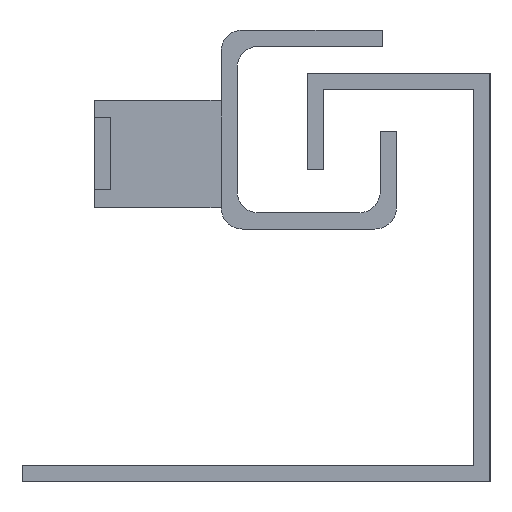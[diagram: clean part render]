
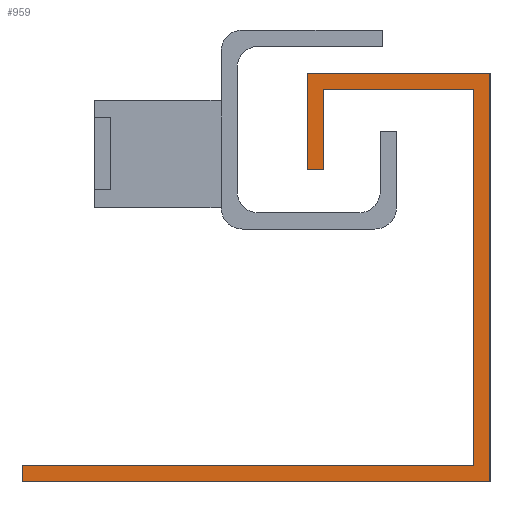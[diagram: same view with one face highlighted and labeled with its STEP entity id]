
A CAD part, left-side view. The second image highlights one B-rep face of the part: STEP entity #959.
In plain terms, the highlighted planar face has unit normal (-1, 0, 0).
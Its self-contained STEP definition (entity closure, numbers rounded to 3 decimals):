
#134 = VECTOR ( 'NONE', #3007, 1000. ) ;
#206 = CARTESIAN_POINT ( 'NONE',  ( 0., 1.5, 36.5 ) ) ;
#268 = LINE ( 'NONE', #1207, #2320 ) ;
#394 = DIRECTION ( 'NONE',  ( 1., 0., 0. ) ) ;
#416 = CARTESIAN_POINT ( 'NONE',  ( 0., 1.5, 1.5 ) ) ;
#437 = LINE ( 'NONE', #6223, #5603 ) ;
#458 = CARTESIAN_POINT ( 'NONE',  ( 0., 0., 0. ) ) ;
#461 = EDGE_CURVE ( 'NONE', #986, #4477, #437, .T. ) ;
#505 = VERTEX_POINT ( 'NONE', #2447 ) ;
#532 = EDGE_CURVE ( 'NONE', #5873, #2167, #3730, .T. ) ;
#702 = CARTESIAN_POINT ( 'NONE',  ( 0., 15.5, 29. ) ) ;
#713 = DIRECTION ( 'NONE',  ( 0., 0., -1. ) ) ;
#890 = EDGE_CURVE ( 'NONE', #4477, #5873, #5805, .T. ) ;
#959 = ADVANCED_FACE ( 'NONE', ( #6330 ), #1939, .F. ) ;
#986 = VERTEX_POINT ( 'NONE', #2467 ) ;
#1006 = EDGE_CURVE ( 'NONE', #6867, #1165, #3826, .T. ) ;
#1025 = EDGE_CURVE ( 'NONE', #2217, #3962, #6437, .T. ) ;
#1074 = DIRECTION ( 'NONE',  ( 0., 1., 0. ) ) ;
#1165 = VERTEX_POINT ( 'NONE', #702 ) ;
#1171 = DIRECTION ( 'NONE',  ( 0., 1., 0. ) ) ;
#1207 = CARTESIAN_POINT ( 'NONE',  ( 0., 1.5, 36.5 ) ) ;
#1258 = AXIS2_PLACEMENT_3D ( 'NONE', #458, #394, #2531 ) ;
#1345 = ORIENTED_EDGE ( 'NONE', *, *, #1958, .F. ) ;
#1436 = LINE ( 'NONE', #3087, #5430 ) ;
#1551 = CARTESIAN_POINT ( 'NONE',  ( 0., 1.5, 1.5 ) ) ;
#1601 = EDGE_LOOP ( 'NONE', ( #4165, #3045, #6338, #2403, #3618, #1345, #4226, #6619, #6074, #5095 ) ) ;
#1624 = DIRECTION ( 'NONE',  ( 0., -1., 0. ) ) ;
#1630 = VERTEX_POINT ( 'NONE', #206 ) ;
#1698 = CARTESIAN_POINT ( 'NONE',  ( 0., 43.5, 0. ) ) ;
#1855 = DIRECTION ( 'NONE',  ( 0., 1., 0. ) ) ;
#1876 = LINE ( 'NONE', #5644, #5196 ) ;
#1939 = PLANE ( 'NONE',  #1258 ) ;
#1958 = EDGE_CURVE ( 'NONE', #2167, #1630, #5485, .T. ) ;
#2031 = CARTESIAN_POINT ( 'NONE',  ( 0., 43.5, 0. ) ) ;
#2130 = CARTESIAN_POINT ( 'NONE',  ( 0., 15.5, 36.5 ) ) ;
#2167 = VERTEX_POINT ( 'NONE', #416 ) ;
#2217 = VERTEX_POINT ( 'NONE', #3157 ) ;
#2271 = DIRECTION ( 'NONE',  ( 0., 0., 1. ) ) ;
#2320 = VECTOR ( 'NONE', #1171, 1000. ) ;
#2403 = ORIENTED_EDGE ( 'NONE', *, *, #1006, .F. ) ;
#2447 = CARTESIAN_POINT ( 'NONE',  ( 0., 0., 38. ) ) ;
#2467 = CARTESIAN_POINT ( 'NONE',  ( 0., 0., 0. ) ) ;
#2531 = DIRECTION ( 'NONE',  ( 0., 0., -1. ) ) ;
#2752 = EDGE_CURVE ( 'NONE', #1630, #6867, #268, .T. ) ;
#2834 = VECTOR ( 'NONE', #4279, 1000. ) ;
#3007 = DIRECTION ( 'NONE',  ( 0., 0., 1. ) ) ;
#3045 = ORIENTED_EDGE ( 'NONE', *, *, #1025, .F. ) ;
#3087 = CARTESIAN_POINT ( 'NONE',  ( 0., 17., 38. ) ) ;
#3157 = CARTESIAN_POINT ( 'NONE',  ( 0., 17., 29. ) ) ;
#3266 = CARTESIAN_POINT ( 'NONE',  ( 0., 15.5, 36.5 ) ) ;
#3618 = ORIENTED_EDGE ( 'NONE', *, *, #2752, .F. ) ;
#3730 = LINE ( 'NONE', #4780, #5900 ) ;
#3740 = CARTESIAN_POINT ( 'NONE',  ( 0., 15.5, 29. ) ) ;
#3773 = LINE ( 'NONE', #3740, #5973 ) ;
#3826 = LINE ( 'NONE', #2130, #6097 ) ;
#3843 = CARTESIAN_POINT ( 'NONE',  ( 0., 17., 38. ) ) ;
#3962 = VERTEX_POINT ( 'NONE', #3843 ) ;
#4042 = DIRECTION ( 'NONE',  ( 0., -1., 0. ) ) ;
#4165 = ORIENTED_EDGE ( 'NONE', *, *, #5036, .F. ) ;
#4226 = ORIENTED_EDGE ( 'NONE', *, *, #532, .F. ) ;
#4232 = CARTESIAN_POINT ( 'NONE',  ( 0., 43.5, 1.5 ) ) ;
#4279 = DIRECTION ( 'NONE',  ( 0., 0., 1. ) ) ;
#4315 = CARTESIAN_POINT ( 'NONE',  ( 0., 17., 29. ) ) ;
#4477 = VERTEX_POINT ( 'NONE', #1698 ) ;
#4605 = EDGE_CURVE ( 'NONE', #505, #986, #1876, .T. ) ;
#4780 = CARTESIAN_POINT ( 'NONE',  ( 0., 43.5, 1.5 ) ) ;
#5036 = EDGE_CURVE ( 'NONE', #3962, #505, #1436, .T. ) ;
#5095 = ORIENTED_EDGE ( 'NONE', *, *, #4605, .F. ) ;
#5161 = EDGE_CURVE ( 'NONE', #1165, #2217, #3773, .T. ) ;
#5196 = VECTOR ( 'NONE', #713, 1000. ) ;
#5382 = DIRECTION ( 'NONE',  ( 0., 0., -1. ) ) ;
#5430 = VECTOR ( 'NONE', #4042, 1000. ) ;
#5485 = LINE ( 'NONE', #1551, #5526 ) ;
#5526 = VECTOR ( 'NONE', #2271, 1000. ) ;
#5603 = VECTOR ( 'NONE', #1855, 1000. ) ;
#5644 = CARTESIAN_POINT ( 'NONE',  ( 0., 0., 38. ) ) ;
#5805 = LINE ( 'NONE', #2031, #134 ) ;
#5873 = VERTEX_POINT ( 'NONE', #4232 ) ;
#5900 = VECTOR ( 'NONE', #1624, 1000. ) ;
#5973 = VECTOR ( 'NONE', #1074, 1000. ) ;
#6074 = ORIENTED_EDGE ( 'NONE', *, *, #461, .F. ) ;
#6097 = VECTOR ( 'NONE', #5382, 1000. ) ;
#6223 = CARTESIAN_POINT ( 'NONE',  ( 0., 0., 0. ) ) ;
#6330 = FACE_OUTER_BOUND ( 'NONE', #1601, .T. ) ;
#6338 = ORIENTED_EDGE ( 'NONE', *, *, #5161, .F. ) ;
#6437 = LINE ( 'NONE', #4315, #2834 ) ;
#6619 = ORIENTED_EDGE ( 'NONE', *, *, #890, .F. ) ;
#6867 = VERTEX_POINT ( 'NONE', #3266 ) ;
